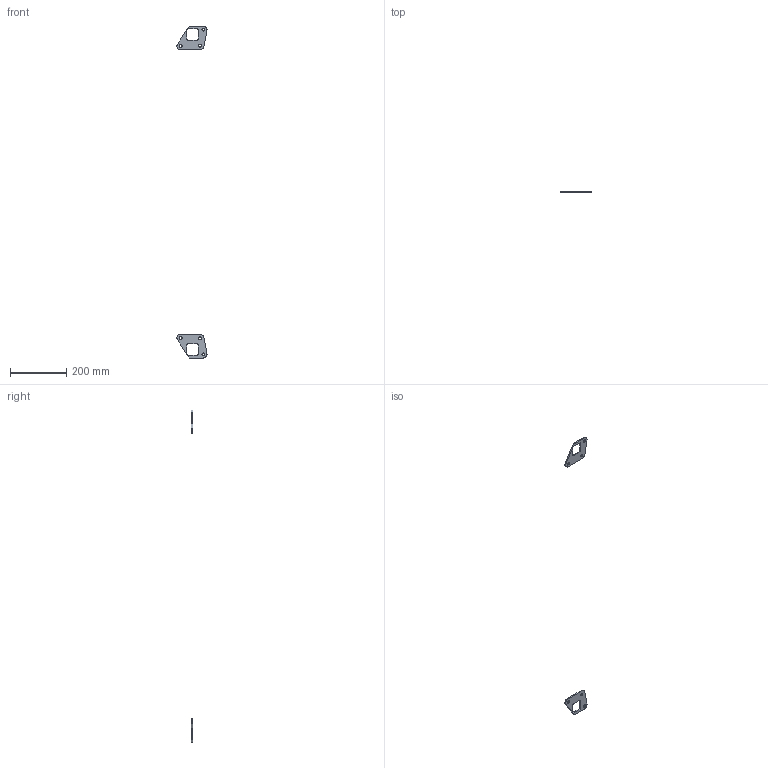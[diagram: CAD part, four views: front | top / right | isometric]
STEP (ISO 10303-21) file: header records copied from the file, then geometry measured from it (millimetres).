
FILE_DESCRIPTION(/* description */ (''),/* implementation_level */ '2;1');
FILE_NAME(/* name */ 'PIASTRA_TRAVERSO_PIANTONE_10_ASM.stp',/* time_stamp */ '2016-06-02T11:17:55+02:00',/* author */ (''),/* organization */ (''),/* preprocessor_version */ 'ST-DEVELOPER v16.5',/* originating_system */ 'Autodesk Translation Framework v5.0.0.3310',/* authorisation */ '');
FILE_SCHEMA (('AUTOMOTIVE_DESIGN { 1 0 10303 214 3 1 1 }'));
Length unit declared in the file: centimetre
Products named in the file (3): PIASTRA_TRAVERSO_PIANTONE_10_ASM; MANIFOLD_SOLID_BREP_2809; MANIFOLD_SOLID_BREP_3593
Assembly tree (2 placements, depth 2):
  PIASTRA_TRAVERSO_PIANTONE_10_ASM
    MANIFOLD_SOLID_BREP_2809
    MANIFOLD_SOLID_BREP_3593
Bounding box: 107.19 x 4 x 1184 mm (x, y, z)
Volume: 41961.7 mm3; surface area: 25589.7 mm2
Topology: 2 solids, 2 shells, 40 faces, 116 edges, 76 vertices
Faces by surface type: plane 20, cylinder 20
Full cylindrical faces by diameter (mm): 10.15 x6
Entity records: 1397 total; most frequent: DIRECTION 244, CARTESIAN_POINT 231, ORIENTED_EDGE 220, EDGE_CURVE 110, AXIS2_PLACEMENT_3D 89, VERTEX_POINT 76, LINE 66, VECTOR 66
